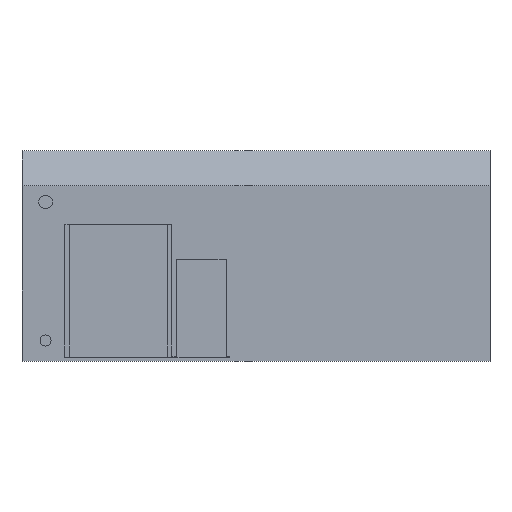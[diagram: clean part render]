
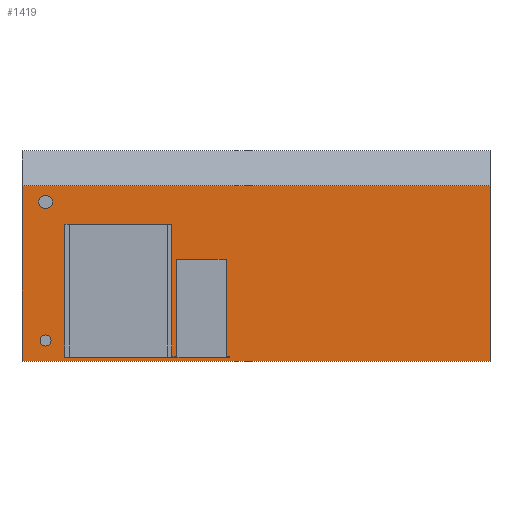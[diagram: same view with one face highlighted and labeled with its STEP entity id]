
A CAD part, front view. The second image highlights one B-rep face of the part: STEP entity #1419.
In plain terms, the highlighted planar face has unit normal (0, -1, 0).
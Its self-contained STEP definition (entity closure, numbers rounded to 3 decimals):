
#18=CIRCLE('',#1508,25.);
#19=CIRCLE('',#1509,25.);
#22=CIRCLE('',#1514,20.);
#23=CIRCLE('',#1515,20.);
#27=FACE_BOUND('',#157,.T.);
#28=FACE_BOUND('',#158,.T.);
#29=FACE_BOUND('',#159,.T.);
#30=FACE_BOUND('',#160,.T.);
#75=FACE_OUTER_BOUND('',#156,.T.);
#156=EDGE_LOOP('',(#1083,#1084,#1085,#1086));
#157=EDGE_LOOP('',(#1087,#1088,#1089,#1090,#1091,#1092,#1093,#1094));
#158=EDGE_LOOP('',(#1095,#1096));
#159=EDGE_LOOP('',(#1097,#1098));
#160=EDGE_LOOP('',(#1099,#1100,#1101,#1102));
#222=LINE('',#1971,#410);
#227=LINE('',#1980,#415);
#231=LINE('',#1989,#419);
#234=LINE('',#1995,#422);
#235=LINE('',#1998,#423);
#242=LINE('',#2010,#430);
#255=LINE('',#2037,#443);
#256=LINE('',#2039,#444);
#265=LINE('',#2076,#453);
#267=LINE('',#2082,#455);
#281=LINE('',#2108,#469);
#282=LINE('',#2110,#470);
#299=LINE('',#2146,#487);
#303=LINE('',#2154,#491);
#304=LINE('',#2156,#492);
#305=LINE('',#2157,#493);
#410=VECTOR('',#1602,10.);
#415=VECTOR('',#1609,10.);
#419=VECTOR('',#1615,10.);
#422=VECTOR('',#1620,10.);
#423=VECTOR('',#1623,10.);
#430=VECTOR('',#1634,10.);
#443=VECTOR('',#1659,10.);
#444=VECTOR('',#1662,10.);
#453=VECTOR('',#1699,10.);
#455=VECTOR('',#1703,10.);
#469=VECTOR('',#1727,10.);
#470=VECTOR('',#1730,10.);
#487=VECTOR('',#1753,10.);
#491=VECTOR('',#1759,10.);
#492=VECTOR('',#1760,10.);
#493=VECTOR('',#1761,10.);
#593=VERTEX_POINT('',#1967);
#595=VERTEX_POINT('',#1970);
#598=VERTEX_POINT('',#1977);
#600=VERTEX_POINT('',#1983);
#602=VERTEX_POINT('',#1987);
#604=VERTEX_POINT('',#1993);
#605=VERTEX_POINT('',#1997);
#608=VERTEX_POINT('',#2008);
#619=VERTEX_POINT('',#2045);
#620=VERTEX_POINT('',#2047);
#623=VERTEX_POINT('',#2056);
#624=VERTEX_POINT('',#2058);
#629=VERTEX_POINT('',#2072);
#630=VERTEX_POINT('',#2074);
#631=VERTEX_POINT('',#2078);
#633=VERTEX_POINT('',#2081);
#655=VERTEX_POINT('',#2143);
#656=VERTEX_POINT('',#2145);
#659=VERTEX_POINT('',#2153);
#660=VERTEX_POINT('',#2155);
#730=EDGE_CURVE('',#593,#595,#222,.T.);
#735=EDGE_CURVE('',#598,#595,#227,.T.);
#739=EDGE_CURVE('',#600,#602,#231,.T.);
#742=EDGE_CURVE('',#602,#604,#234,.T.);
#743=EDGE_CURVE('',#605,#598,#235,.T.);
#750=EDGE_CURVE('',#604,#608,#242,.T.);
#763=EDGE_CURVE('',#608,#605,#255,.T.);
#764=EDGE_CURVE('',#593,#600,#256,.T.);
#768=EDGE_CURVE('',#620,#619,#18,.T.);
#769=EDGE_CURVE('',#619,#620,#19,.T.);
#773=EDGE_CURVE('',#624,#623,#22,.T.);
#774=EDGE_CURVE('',#623,#624,#23,.T.);
#781=EDGE_CURVE('',#629,#630,#265,.T.);
#783=EDGE_CURVE('',#633,#631,#267,.T.);
#797=EDGE_CURVE('',#631,#629,#281,.T.);
#798=EDGE_CURVE('',#630,#633,#282,.T.);
#815=EDGE_CURVE('',#655,#656,#299,.T.);
#819=EDGE_CURVE('',#659,#656,#303,.T.);
#820=EDGE_CURVE('',#660,#655,#304,.T.);
#821=EDGE_CURVE('',#660,#659,#305,.T.);
#1083=ORIENTED_EDGE('',*,*,#819,.T.);
#1084=ORIENTED_EDGE('',*,*,#815,.F.);
#1085=ORIENTED_EDGE('',*,*,#820,.F.);
#1086=ORIENTED_EDGE('',*,*,#821,.T.);
#1087=ORIENTED_EDGE('',*,*,#743,.T.);
#1088=ORIENTED_EDGE('',*,*,#735,.T.);
#1089=ORIENTED_EDGE('',*,*,#730,.F.);
#1090=ORIENTED_EDGE('',*,*,#764,.T.);
#1091=ORIENTED_EDGE('',*,*,#739,.T.);
#1092=ORIENTED_EDGE('',*,*,#742,.T.);
#1093=ORIENTED_EDGE('',*,*,#750,.T.);
#1094=ORIENTED_EDGE('',*,*,#763,.T.);
#1095=ORIENTED_EDGE('',*,*,#768,.T.);
#1096=ORIENTED_EDGE('',*,*,#769,.T.);
#1097=ORIENTED_EDGE('',*,*,#773,.T.);
#1098=ORIENTED_EDGE('',*,*,#774,.T.);
#1099=ORIENTED_EDGE('',*,*,#783,.T.);
#1100=ORIENTED_EDGE('',*,*,#797,.T.);
#1101=ORIENTED_EDGE('',*,*,#781,.T.);
#1102=ORIENTED_EDGE('',*,*,#798,.T.);
#1339=PLANE('',#1529);
#1419=ADVANCED_FACE('',(#75,#27,#28,#29,#30),#1339,.T.);
#1508=AXIS2_PLACEMENT_3D('',#2048,#1670,#1671);
#1509=AXIS2_PLACEMENT_3D('',#2049,#1672,#1673);
#1514=AXIS2_PLACEMENT_3D('',#2059,#1683,#1684);
#1515=AXIS2_PLACEMENT_3D('',#2060,#1685,#1686);
#1529=AXIS2_PLACEMENT_3D('',#2152,#1757,#1758);
#1602=DIRECTION('',(0.,0.,-1.));
#1609=DIRECTION('',(1.,0.,0.));
#1615=DIRECTION('',(0.,0.,-1.));
#1620=DIRECTION('',(1.,0.,0.));
#1623=DIRECTION('',(0.,0.,1.));
#1634=DIRECTION('',(0.,0.,-1.));
#1659=DIRECTION('',(-1.,0.,0.));
#1662=DIRECTION('',(1.,0.,0.));
#1670=DIRECTION('center_axis',(0.,1.,0.));
#1671=DIRECTION('ref_axis',(1.,0.,0.));
#1672=DIRECTION('center_axis',(0.,1.,0.));
#1673=DIRECTION('ref_axis',(1.,0.,0.));
#1683=DIRECTION('center_axis',(0.,1.,0.));
#1684=DIRECTION('ref_axis',(1.,0.,0.));
#1685=DIRECTION('center_axis',(0.,1.,0.));
#1686=DIRECTION('ref_axis',(1.,0.,0.));
#1699=DIRECTION('',(0.,0.,1.));
#1703=DIRECTION('',(0.,0.,-1.));
#1727=DIRECTION('',(-1.,0.,0.));
#1730=DIRECTION('',(1.,0.,0.));
#1753=DIRECTION('',(0.,0.,-1.));
#1757=DIRECTION('center_axis',(0.,-1.,0.));
#1758=DIRECTION('ref_axis',(0.,0.,-1.));
#1759=DIRECTION('',(1.,0.,0.));
#1760=DIRECTION('',(1.,0.,0.));
#1761=DIRECTION('',(0.,0.,-1.));
#1967=CARTESIAN_POINT('',(558.,0.,-12.));
#1970=CARTESIAN_POINT('',(558.,0.,-364.));
#1971=CARTESIAN_POINT('',(558.,0.,-12.));
#1977=CARTESIAN_POINT('',(545.,0.,-364.));
#1980=CARTESIAN_POINT('',(558.,0.,-364.));
#1983=CARTESIAN_POINT('',(737.,0.,-12.));
#1987=CARTESIAN_POINT('',(737.,0.,-364.));
#1989=CARTESIAN_POINT('',(737.,0.,-12.));
#1993=CARTESIAN_POINT('',(750.,0.,-364.));
#1995=CARTESIAN_POINT('',(750.,0.,-364.));
#1997=CARTESIAN_POINT('',(545.,0.,-365.));
#1998=CARTESIAN_POINT('',(545.,0.,-55.5));
#2008=CARTESIAN_POINT('',(750.,0.,-365.));
#2010=CARTESIAN_POINT('',(750.,0.,-55.5));
#2037=CARTESIAN_POINT('',(323.75,0.,-365.));
#2039=CARTESIAN_POINT('',(323.75,0.,-12.));
#2045=CARTESIAN_POINT('',(60.,0.,195.));
#2047=CARTESIAN_POINT('',(110.,0.,195.));
#2048=CARTESIAN_POINT('Origin',(85.,0.,195.));
#2049=CARTESIAN_POINT('Origin',(85.,0.,195.));
#2056=CARTESIAN_POINT('',(65.,0.,-305.));
#2058=CARTESIAN_POINT('',(105.,0.,-305.));
#2059=CARTESIAN_POINT('Origin',(85.,0.,-305.));
#2060=CARTESIAN_POINT('Origin',(85.,0.,-305.));
#2072=CARTESIAN_POINT('',(155.,0.,-365.));
#2074=CARTESIAN_POINT('',(155.,0.,115.));
#2076=CARTESIAN_POINT('',(155.,0.,-55.5));
#2078=CARTESIAN_POINT('',(540.,0.,-365.));
#2081=CARTESIAN_POINT('',(540.,0.,115.));
#2082=CARTESIAN_POINT('',(540.,0.,-55.5));
#2108=CARTESIAN_POINT('',(173.75,0.,-365.));
#2110=CARTESIAN_POINT('',(173.75,0.,115.));
#2143=CARTESIAN_POINT('',(1690.,0.,254.));
#2145=CARTESIAN_POINT('',(1690.,0.,-380.));
#2146=CARTESIAN_POINT('',(1690.,0.,254.));
#2152=CARTESIAN_POINT('Origin',(0.,0.,254.));
#2153=CARTESIAN_POINT('',(0.,0.,-380.));
#2154=CARTESIAN_POINT('',(0.,0.,-380.));
#2155=CARTESIAN_POINT('',(0.,0.,254.));
#2156=CARTESIAN_POINT('',(0.,0.,254.));
#2157=CARTESIAN_POINT('',(0.,0.,254.));
